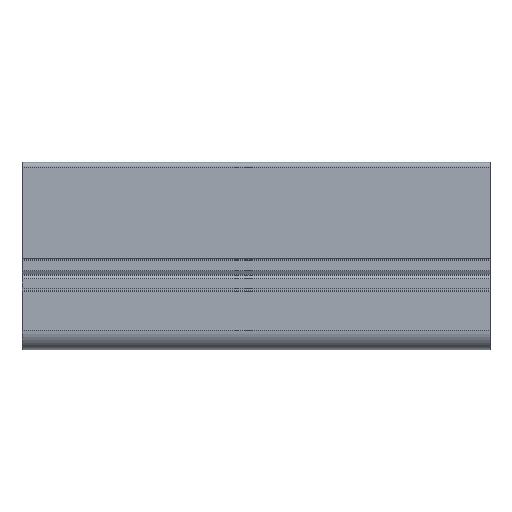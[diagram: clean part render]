
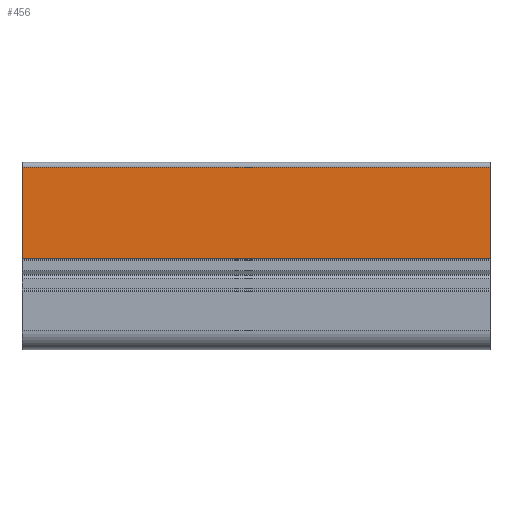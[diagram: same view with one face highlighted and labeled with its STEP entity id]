
A CAD part, left-side view. The second image highlights one B-rep face of the part: STEP entity #456.
In plain terms, the highlighted planar face has unit normal (-1, 0, 0).
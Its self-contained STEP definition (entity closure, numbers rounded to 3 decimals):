
#456 = ADVANCED_FACE( '', ( #982 ), #983, .T. );
#982 = FACE_OUTER_BOUND( '', #1575, .T. );
#983 = PLANE( '', #1576 );
#1575 = EDGE_LOOP( '', ( #2943, #2944, #2945, #2946 ) );
#1576 = AXIS2_PLACEMENT_3D( '', #2947, #2948, #2949 );
#2943 = ORIENTED_EDGE( '', *, *, #4077, .F. );
#2944 = ORIENTED_EDGE( '', *, *, #3784, .F. );
#2945 = ORIENTED_EDGE( '', *, *, #4322, .T. );
#2946 = ORIENTED_EDGE( '', *, *, #4323, .T. );
#2947 = CARTESIAN_POINT( '', ( -20., 100., 19. ) );
#2948 = DIRECTION( '', ( -1., 0., 0. ) );
#2949 = DIRECTION( '', ( 0., 0., 1. ) );
#3784 = EDGE_CURVE( '', #4596, #4592, #4598, .T. );
#4077 = EDGE_CURVE( '', #4592, #5083, #5084, .T. );
#4322 = EDGE_CURVE( '', #4596, #5446, #5447, .T. );
#4323 = EDGE_CURVE( '', #5446, #5083, #5448, .T. );
#4592 = VERTEX_POINT( '', #5776 );
#4596 = VERTEX_POINT( '', #5781 );
#4598 = LINE( '', #5783, #5784 );
#5083 = VERTEX_POINT( '', #6419 );
#5084 = LINE( '', #6420, #6421 );
#5446 = VERTEX_POINT( '', #6911 );
#5447 = LINE( '', #6912, #6913 );
#5448 = LINE( '', #6914, #6915 );
#5776 = CARTESIAN_POINT( '', ( -20., 0., 19. ) );
#5781 = CARTESIAN_POINT( '', ( -20., 100., 19. ) );
#5783 = CARTESIAN_POINT( '', ( -20., 100., 19. ) );
#5784 = VECTOR( '', #7255, 1000. );
#6419 = CARTESIAN_POINT( '', ( -20., 0., -0.5 ) );
#6420 = CARTESIAN_POINT( '', ( -20., 0., 19. ) );
#6421 = VECTOR( '', #7634, 1000. );
#6911 = CARTESIAN_POINT( '', ( -20., 100., -0.5 ) );
#6912 = CARTESIAN_POINT( '', ( -20., 100., 19. ) );
#6913 = VECTOR( '', #7982, 1000. );
#6914 = CARTESIAN_POINT( '', ( -20., 100., -0.5 ) );
#6915 = VECTOR( '', #7983, 1000. );
#7255 = DIRECTION( '', ( 0., -1., 0. ) );
#7634 = DIRECTION( '', ( 0., 0., -1. ) );
#7982 = DIRECTION( '', ( 0., 0., -1. ) );
#7983 = DIRECTION( '', ( 0., -1., 0. ) );
